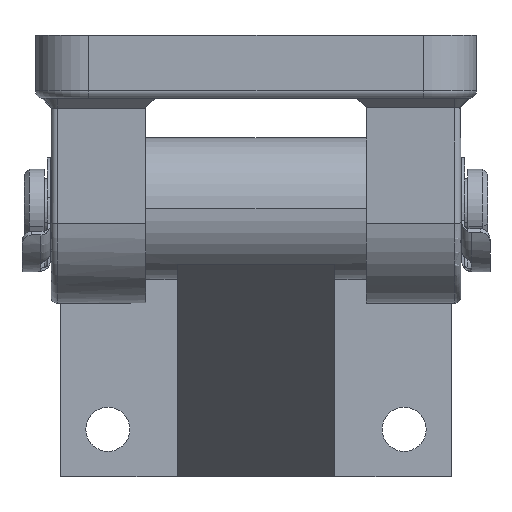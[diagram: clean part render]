
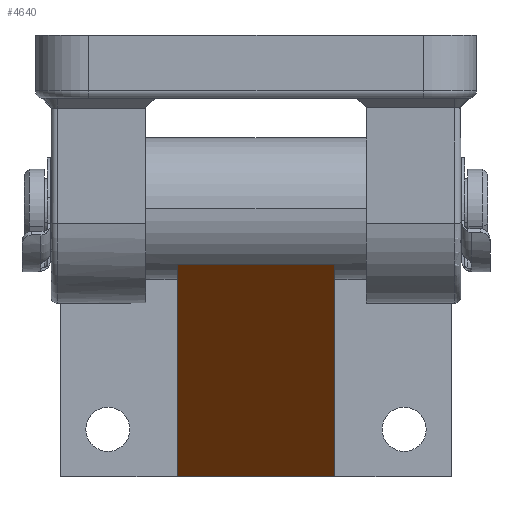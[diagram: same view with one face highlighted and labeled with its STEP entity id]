
A CAD part, left-side view. The second image highlights one B-rep face of the part: STEP entity #4640.
In plain terms, the highlighted face is planar.
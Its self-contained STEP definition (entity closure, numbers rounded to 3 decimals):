
#164 = CARTESIAN_POINT ( 'NONE',  ( 90., 37., 20. ) ) ;
#251 = CARTESIAN_POINT ( 'NONE',  ( 3.409, 87., 127.941 ) ) ;
#254 = DIRECTION ( 'NONE',  ( -0.626, 0., 0.78 ) ) ;
#454 = CARTESIAN_POINT ( 'NONE',  ( 22.551, 87., 104.079 ) ) ;
#455 = DIRECTION ( 'NONE',  ( 0., -1., 0. ) ) ;
#1484 = CARTESIAN_POINT ( 'NONE',  ( 3.409, 87., 127.941 ) ) ;
#1485 = PLANE ( 'NONE',  #8462 ) ;
#1487 = DIRECTION ( 'NONE',  ( 0.78, 0., 0.626 ) ) ;
#1488 = DIRECTION ( 'NONE',  ( 0.626, 0., -0.78 ) ) ;
#1777 = VECTOR ( 'NONE', #6976, 1000. ) ;
#1788 = LINE ( 'NONE', #6975, #1777 ) ;
#3418 = ORIENTED_EDGE ( 'NONE', *, *, #4485, .T. ) ;
#3419 = ORIENTED_EDGE ( 'NONE', *, *, #4412, .T. ) ;
#3420 = ORIENTED_EDGE ( 'NONE', *, *, #5770, .F. ) ;
#3422 = ORIENTED_EDGE ( 'NONE', *, *, #5801, .F. ) ;
#3884 = VERTEX_POINT ( 'NONE', #164 ) ;
#4412 = EDGE_CURVE ( 'NONE', #5550, #5571, #7532, .T. ) ;
#4485 = EDGE_CURVE ( 'NONE', #5571, #5615, #7645, .T. ) ;
#4640 = ADVANCED_FACE ( 'NONE', ( #7893 ), #1485, .T. ) ;
#5550 = VERTEX_POINT ( 'NONE', #6408 ) ;
#5571 = VERTEX_POINT ( 'NONE', #6429 ) ;
#5615 = VERTEX_POINT ( 'NONE', #6473 ) ;
#5770 = EDGE_CURVE ( 'NONE', #5550, #3884, #8384, .T. ) ;
#5801 = EDGE_CURVE ( 'NONE', #3884, #5615, #1788, .T. ) ;
#6408 = CARTESIAN_POINT ( 'NONE',  ( 90., 87., 20. ) ) ;
#6429 = CARTESIAN_POINT ( 'NONE',  ( 22.551, 87., 104.079 ) ) ;
#6473 = CARTESIAN_POINT ( 'NONE',  ( 22.551, 37., 104.079 ) ) ;
#6881 = CARTESIAN_POINT ( 'NONE',  ( 90., 87., 20. ) ) ;
#6882 = DIRECTION ( 'NONE',  ( 0., -1., 0. ) ) ;
#6975 = CARTESIAN_POINT ( 'NONE',  ( 3.409, 37., 127.941 ) ) ;
#6976 = DIRECTION ( 'NONE',  ( -0.626, 0., 0.78 ) ) ;
#7240 = EDGE_LOOP ( 'NONE', ( #3422, #3420, #3419, #3418 ) ) ;
#7532 = LINE ( 'NONE', #251, #7540 ) ;
#7540 = VECTOR ( 'NONE', #254, 1000. ) ;
#7638 = VECTOR ( 'NONE', #455, 1000. ) ;
#7645 = LINE ( 'NONE', #454, #7638 ) ;
#7893 = FACE_OUTER_BOUND ( 'NONE', #7240, .T. ) ;
#8384 = LINE ( 'NONE', #6881, #8385 ) ;
#8385 = VECTOR ( 'NONE', #6882, 1000. ) ;
#8462 = AXIS2_PLACEMENT_3D ( 'NONE', #1484, #1487, #1488 ) ;
